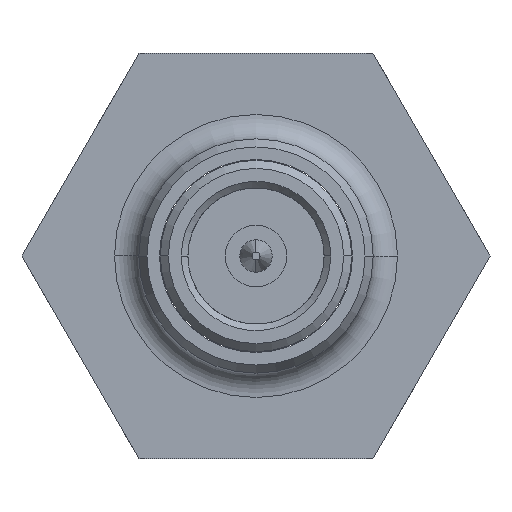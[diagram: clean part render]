
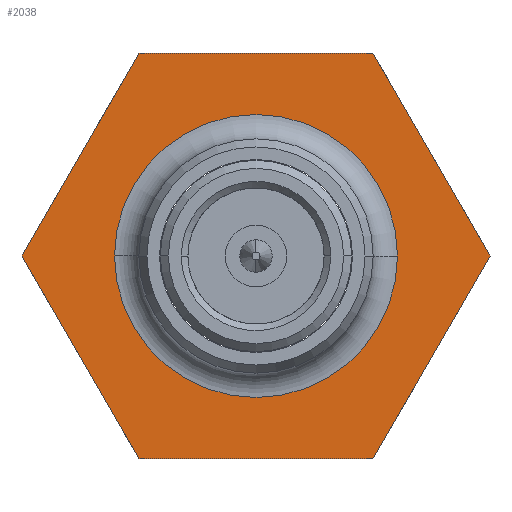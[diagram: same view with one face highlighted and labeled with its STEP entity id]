
A CAD part, left-side view. The second image highlights one B-rep face of the part: STEP entity #2038.
In plain terms, the highlighted planar face has unit normal (-1, 0, 0).
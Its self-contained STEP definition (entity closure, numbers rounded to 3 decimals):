
#214=CARTESIAN_POINT('',(5.207,0.,0.));
#215=DIRECTION('',(-1.,0.,0.));
#216=DIRECTION('',(0.,-1.,0.));
#217=AXIS2_PLACEMENT_3D('',#214,#215,#216);
#219=CARTESIAN_POINT('',(5.207,0.,0.));
#220=DIRECTION('',(-1.,0.,0.));
#221=DIRECTION('',(0.,1.,0.));
#222=AXIS2_PLACEMENT_3D('',#219,#220,#221);
#233=DIRECTION('',(0.,0.5,0.866));
#234=VECTOR('',#233,3.666);
#235=CARTESIAN_POINT('',(5.207,1.833,-3.175));
#236=LINE('',#235,#234);
#268=DIRECTION('',(0.,0.5,-0.866));
#269=VECTOR('',#268,3.666);
#270=CARTESIAN_POINT('',(5.207,-3.666,0.));
#271=LINE('',#270,#269);
#294=DIRECTION('',(0.,1.,0.));
#295=VECTOR('',#294,3.666);
#296=CARTESIAN_POINT('',(5.207,-1.833,-3.175));
#297=LINE('',#296,#295);
#320=DIRECTION('',(0.,-0.5,-0.866));
#321=VECTOR('',#320,3.666);
#322=CARTESIAN_POINT('',(5.207,-1.833,3.175));
#323=LINE('',#322,#321);
#346=DIRECTION('',(0.,-1.,0.));
#347=VECTOR('',#346,3.666);
#348=CARTESIAN_POINT('',(5.207,1.833,3.175));
#349=LINE('',#348,#347);
#372=DIRECTION('',(0.,-0.5,0.866));
#373=VECTOR('',#372,3.666);
#374=CARTESIAN_POINT('',(5.207,3.666,0.));
#375=LINE('',#374,#373);
#1575=CARTESIAN_POINT('',(5.207,1.833,-3.175));
#1576=CARTESIAN_POINT('',(5.207,3.666,0.));
#1577=VERTEX_POINT('',#1575);
#1578=VERTEX_POINT('',#1576);
#1579=CARTESIAN_POINT('',(5.207,1.833,3.175));
#1580=VERTEX_POINT('',#1579);
#1581=CARTESIAN_POINT('',(5.207,-1.833,3.175));
#1582=VERTEX_POINT('',#1581);
#1583=CARTESIAN_POINT('',(5.207,-3.666,0.));
#1584=VERTEX_POINT('',#1583);
#1585=CARTESIAN_POINT('',(5.207,-1.833,-3.175));
#1586=VERTEX_POINT('',#1585);
#1657=CARTESIAN_POINT('',(5.207,-2.216,0.));
#1658=CARTESIAN_POINT('',(5.207,2.216,0.));
#1659=VERTEX_POINT('',#1657);
#1660=VERTEX_POINT('',#1658);
#2014=CARTESIAN_POINT('',(5.207,0.,0.));
#2015=DIRECTION('',(-1.,0.,0.));
#2016=DIRECTION('',(0.,1.,0.));
#2017=AXIS2_PLACEMENT_3D('',#2014,#2015,#2016);
#2018=PLANE('',#2017);
#2020=ORIENTED_EDGE('',*,*,#2019,.T.);
#2022=ORIENTED_EDGE('',*,*,#2021,.T.);
#2024=ORIENTED_EDGE('',*,*,#2023,.T.);
#2026=ORIENTED_EDGE('',*,*,#2025,.T.);
#2028=ORIENTED_EDGE('',*,*,#2027,.T.);
#2030=ORIENTED_EDGE('',*,*,#2029,.T.);
#2031=EDGE_LOOP('',(#2020,#2022,#2024,#2026,#2028,#2030));
#2032=FACE_OUTER_BOUND('',#2031,.F.);
#2033=ORIENTED_EDGE('',*,*,#2004,.T.);
#2035=ORIENTED_EDGE('',*,*,#2034,.T.);
#2036=EDGE_LOOP('',(#2033,#2035));
#2037=FACE_BOUND('',#2036,.F.);
#2038=ADVANCED_FACE('',(#2032,#2037),#2018,.T.);
#218=CIRCLE('',#217,2.216);
#223=CIRCLE('',#222,2.216);
#2004=EDGE_CURVE('',#1659,#1660,#218,.T.);
#2019=EDGE_CURVE('',#1577,#1578,#236,.T.);
#2021=EDGE_CURVE('',#1578,#1580,#375,.T.);
#2023=EDGE_CURVE('',#1580,#1582,#349,.T.);
#2025=EDGE_CURVE('',#1582,#1584,#323,.T.);
#2027=EDGE_CURVE('',#1584,#1586,#271,.T.);
#2029=EDGE_CURVE('',#1586,#1577,#297,.T.);
#2034=EDGE_CURVE('',#1660,#1659,#223,.T.);
